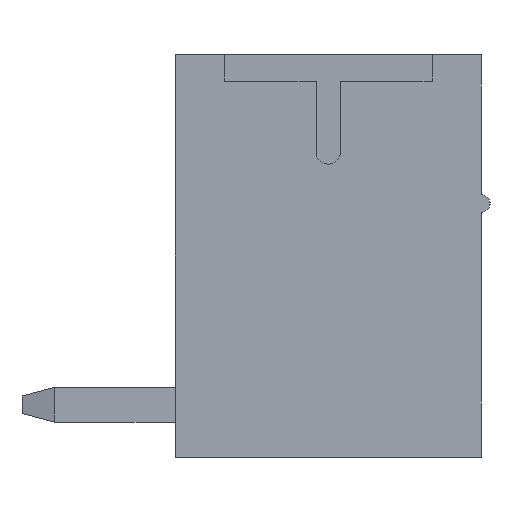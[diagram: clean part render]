
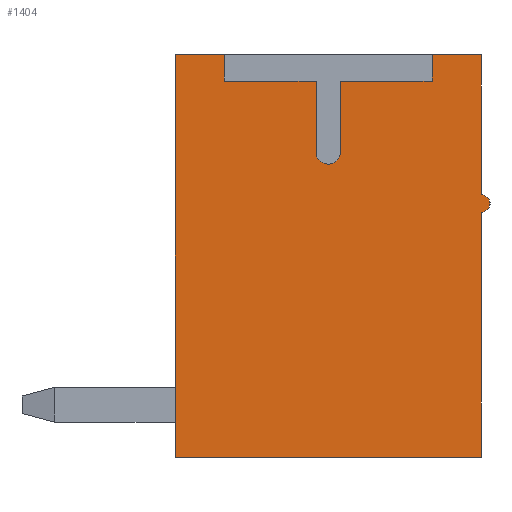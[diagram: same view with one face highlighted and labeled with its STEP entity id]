
A CAD part, left-side view. The second image highlights one B-rep face of the part: STEP entity #1404.
In plain terms, the highlighted planar face has unit normal (-1, 0, 0).
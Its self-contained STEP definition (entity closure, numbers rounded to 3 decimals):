
#1404 = ADVANCED_FACE( '', ( #3686 ), #3687, .F. );
#3686 = FACE_OUTER_BOUND( '', #7039, .T. );
#3687 = PLANE( '', #7040 );
#7039 = EDGE_LOOP( '', ( #10546, #10547, #10548, #10549, #10550, #10551, #10552, #10553, #10554, #10555, #10556, #10557, #10558, #10559 ) );
#7040 = AXIS2_PLACEMENT_3D( '', #10560, #10561, #10562 );
#10546 = ORIENTED_EDGE( '', *, *, #20765, .T. );
#10547 = ORIENTED_EDGE( '', *, *, #20766, .T. );
#10548 = ORIENTED_EDGE( '', *, *, #20767, .T. );
#10549 = ORIENTED_EDGE( '', *, *, #20768, .T. );
#10550 = ORIENTED_EDGE( '', *, *, #20769, .T. );
#10551 = ORIENTED_EDGE( '', *, *, #20770, .T. );
#10552 = ORIENTED_EDGE( '', *, *, #20771, .T. );
#10553 = ORIENTED_EDGE( '', *, *, #20772, .T. );
#10554 = ORIENTED_EDGE( '', *, *, #20773, .T. );
#10555 = ORIENTED_EDGE( '', *, *, #20774, .T. );
#10556 = ORIENTED_EDGE( '', *, *, #20775, .T. );
#10557 = ORIENTED_EDGE( '', *, *, #20776, .T. );
#10558 = ORIENTED_EDGE( '', *, *, #20777, .T. );
#10559 = ORIENTED_EDGE( '', *, *, #20778, .T. );
#10560 = CARTESIAN_POINT( '', ( -46.165, 0., 2.375 ) );
#10561 = DIRECTION( '', ( 1., 0., 0. ) );
#10562 = DIRECTION( '', ( 0., 0., -1. ) );
#20765 = EDGE_CURVE( '', #24982, #24983, #24984, .T. );
#20766 = EDGE_CURVE( '', #24983, #24985, #24986, .T. );
#20767 = EDGE_CURVE( '', #24985, #24987, #24988, .T. );
#20768 = EDGE_CURVE( '', #24987, #24989, #24990, .T. );
#20769 = EDGE_CURVE( '', #24989, #24991, #24992, .T. );
#20770 = EDGE_CURVE( '', #24991, #24993, #24994, .T. );
#20771 = EDGE_CURVE( '', #24993, #24995, #24996, .T. );
#20772 = EDGE_CURVE( '', #24995, #24997, #24998, .T. );
#20773 = EDGE_CURVE( '', #24997, #24999, #25000, .T. );
#20774 = EDGE_CURVE( '', #24999, #25001, #25002, .T. );
#20775 = EDGE_CURVE( '', #25001, #25003, #25004, .T. );
#20776 = EDGE_CURVE( '', #25003, #25005, #25006, .T. );
#20777 = EDGE_CURVE( '', #25005, #25007, #25008, .T. );
#20778 = EDGE_CURVE( '', #25007, #24982, #25009, .F. );
#24982 = VERTEX_POINT( '', #31203 );
#24983 = VERTEX_POINT( '', #31204 );
#24984 = LINE( '', #31205, #31206 );
#24985 = VERTEX_POINT( '', #31207 );
#24986 = LINE( '', #31208, #31209 );
#24987 = VERTEX_POINT( '', #31210 );
#24988 = LINE( '', #31211, #31212 );
#24989 = VERTEX_POINT( '', #31213 );
#24990 = LINE( '', #31214, #31215 );
#24991 = VERTEX_POINT( '', #31216 );
#24992 = LINE( '', #31217, #31218 );
#24993 = VERTEX_POINT( '', #31219 );
#24994 = CIRCLE( '', #31220, 0.275 );
#24995 = VERTEX_POINT( '', #31221 );
#24996 = LINE( '', #31222, #31223 );
#24997 = VERTEX_POINT( '', #31224 );
#24998 = LINE( '', #31225, #31226 );
#24999 = VERTEX_POINT( '', #31227 );
#25000 = LINE( '', #31228, #31229 );
#25001 = VERTEX_POINT( '', #31230 );
#25002 = LINE( '', #31231, #31232 );
#25003 = VERTEX_POINT( '', #31233 );
#25004 = LINE( '', #31234, #31235 );
#25005 = VERTEX_POINT( '', #31236 );
#25006 = LINE( '', #31237, #31238 );
#25007 = VERTEX_POINT( '', #31239 );
#25008 = LINE( '', #31240, #31241 );
#25009 = CIRCLE( '', #31242, 0.2 );
#31203 = CARTESIAN_POINT( '', ( -46.165, -3.5, 1.4 ) );
#31204 = CARTESIAN_POINT( '', ( -46.165, -3.5, 4.6 ) );
#31205 = CARTESIAN_POINT( '', ( -46.165, -3.5, 1.4 ) );
#31206 = VECTOR( '', #39840, 1000. );
#31207 = CARTESIAN_POINT( '', ( -46.165, -2.375, 4.6 ) );
#31208 = CARTESIAN_POINT( '', ( -46.165, -3.871, 4.6 ) );
#31209 = VECTOR( '', #39841, 1000. );
#31210 = CARTESIAN_POINT( '', ( -46.165, -2.375, 4. ) );
#31211 = CARTESIAN_POINT( '', ( -46.165, -2.375, 4.6 ) );
#31212 = VECTOR( '', #39842, 1000. );
#31213 = CARTESIAN_POINT( '', ( -46.165, -0.275, 4. ) );
#31214 = CARTESIAN_POINT( '', ( -46.165, -2.375, 4. ) );
#31215 = VECTOR( '', #39843, 1000. );
#31216 = CARTESIAN_POINT( '', ( -46.165, -0.275, 2.375 ) );
#31217 = CARTESIAN_POINT( '', ( -46.165, -0.275, 4. ) );
#31218 = VECTOR( '', #39844, 1000. );
#31219 = CARTESIAN_POINT( '', ( -46.165, 0.275, 2.375 ) );
#31220 = AXIS2_PLACEMENT_3D( '', #39845, #39846, #39847 );
#31221 = CARTESIAN_POINT( '', ( -46.165, 0.275, 4. ) );
#31222 = CARTESIAN_POINT( '', ( -46.165, 0.275, 2.375 ) );
#31223 = VECTOR( '', #39848, 1000. );
#31224 = CARTESIAN_POINT( '', ( -46.165, 2.375, 4. ) );
#31225 = CARTESIAN_POINT( '', ( -46.165, 0.275, 4. ) );
#31226 = VECTOR( '', #39849, 1000. );
#31227 = CARTESIAN_POINT( '', ( -46.165, 2.375, 4.6 ) );
#31228 = CARTESIAN_POINT( '', ( -46.165, 2.375, 4. ) );
#31229 = VECTOR( '', #39850, 1000. );
#31230 = CARTESIAN_POINT( '', ( -46.165, 3.5, 4.6 ) );
#31231 = CARTESIAN_POINT( '', ( -46.165, 2.375, 4.6 ) );
#31232 = VECTOR( '', #39851, 1000. );
#31233 = CARTESIAN_POINT( '', ( -46.165, 3.5, -4.6 ) );
#31234 = CARTESIAN_POINT( '', ( -46.165, 3.5, 4.6 ) );
#31235 = VECTOR( '', #39852, 1000. );
#31236 = CARTESIAN_POINT( '', ( -46.165, -3.5, -4.6 ) );
#31237 = CARTESIAN_POINT( '', ( -46.165, 3.5, -4.6 ) );
#31238 = VECTOR( '', #39853, 1000. );
#31239 = CARTESIAN_POINT( '', ( -46.165, -3.5, 1. ) );
#31240 = CARTESIAN_POINT( '', ( -46.165, -3.5, -4.6 ) );
#31241 = VECTOR( '', #39854, 1000. );
#31242 = AXIS2_PLACEMENT_3D( '', #39855, #39856, #39857 );
#39840 = DIRECTION( '', ( 0., 0., 1. ) );
#39841 = DIRECTION( '', ( 0., 1., 0. ) );
#39842 = DIRECTION( '', ( 0., 0., -1. ) );
#39843 = DIRECTION( '', ( 0., 1., 0. ) );
#39844 = DIRECTION( '', ( 0., 0., -1. ) );
#39845 = CARTESIAN_POINT( '', ( -46.165, 0., 2.375 ) );
#39846 = DIRECTION( '', ( 1., 0., 0. ) );
#39847 = DIRECTION( '', ( 0., -1., 0. ) );
#39848 = DIRECTION( '', ( 0., 0., 1. ) );
#39849 = DIRECTION( '', ( 0., 1., 0. ) );
#39850 = DIRECTION( '', ( 0., 0., 1. ) );
#39851 = DIRECTION( '', ( 0., 1., 0. ) );
#39852 = DIRECTION( '', ( 0., 0., -1. ) );
#39853 = DIRECTION( '', ( 0., -1., 0. ) );
#39854 = DIRECTION( '', ( 0., 0., 1. ) );
#39855 = CARTESIAN_POINT( '', ( -46.165, -3.5, 1.2 ) );
#39856 = DIRECTION( '', ( 1., 0., 0. ) );
#39857 = DIRECTION( '', ( 0., 0., -1. ) );
